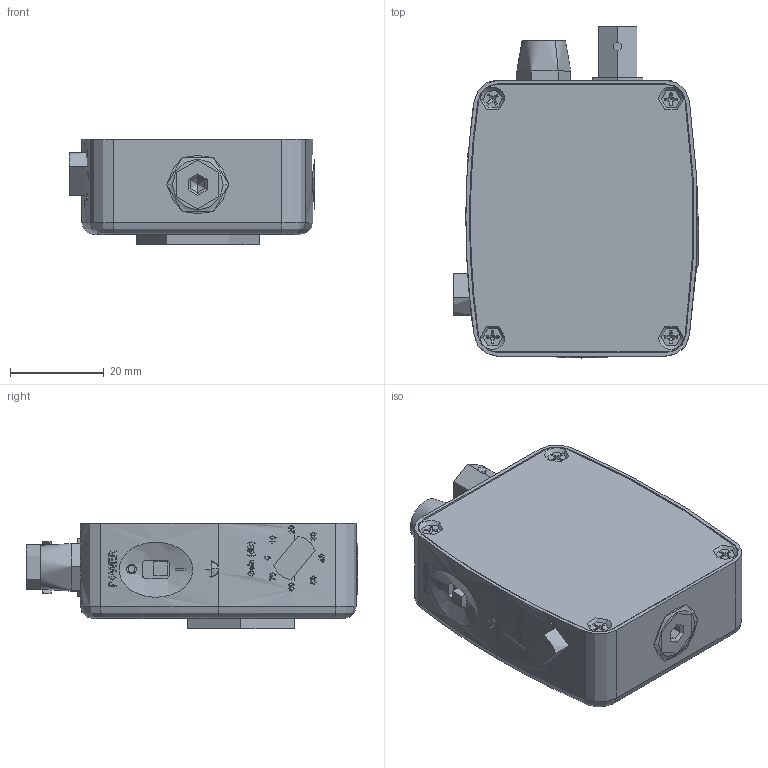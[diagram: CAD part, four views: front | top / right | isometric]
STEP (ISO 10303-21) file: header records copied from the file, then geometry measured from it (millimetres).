
FILE_DESCRIPTION (( 'STEP AP214' ), '1' );
FILE_NAME ('TTN135074-E0W.STEP', '2019-04-04T16:39:02', ( '' ), ( '' ), 'SwSTEP 2.0', 'SolidWorks 2018', '' );
FILE_SCHEMA (( 'AUTOMOTIVE_DESIGN' ));
Length unit declared in the file: inch
Products named in the file (1): TTN135074-E0W
Bounding box: 52.48 x 70.9 x 22.48 mm (x, y, z)
Topology: 108 solids, 108 shells, 3304 faces, 8653 edges, 5709 vertices
Faces by surface type: plane 1618, cylinder 723, bspline 677, cone 199, torus 81, sphere 6
Entity records: 180735 total; most frequent: CARTESIAN_POINT 60482, ORIENTED_EDGE 17178, DIRECTION 13245, EDGE_CURVE 8589, VERTEX_POINT 5709, VECTOR 4953, LINE 4953, AXIS2_PLACEMENT_3D 4146
